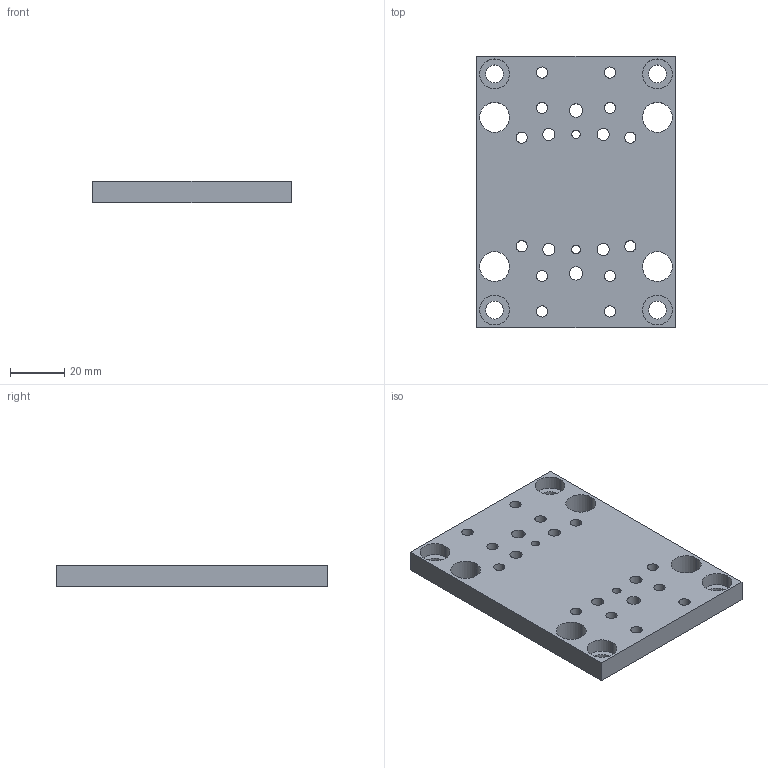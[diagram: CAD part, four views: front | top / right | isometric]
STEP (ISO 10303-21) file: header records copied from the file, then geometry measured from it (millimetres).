
FILE_DESCRIPTION (( 'STEP AP203' ), '1' );
FILE_NAME ('ZWY-104001_Default_sldprt.STEP', '2021-04-17T06:21:58', ( '' ), ( '' ), 'SwSTEP 2.0', 'SolidWorks 2013', '' );
FILE_SCHEMA (( 'CONFIG_CONTROL_DESIGN' ));
Length unit declared in the file: millimetre
Products named in the file (1): ZWY-104001_Default_sldprt
Bounding box: 73 x 100 x 8 mm (x, y, z)
Volume: 50344.5 mm3; surface area: 20080.4 mm2
Topology: 1 solids, 1 shells, 86 faces, 228 edges, 152 vertices
Faces by surface type: cylinder 72, plane 14
Entity records: 2945 total; most frequent: DIRECTION 546, CARTESIAN_POINT 467, ORIENTED_EDGE 456, AXIS2_PLACEMENT_3D 231, EDGE_CURVE 228, VERTEX_POINT 152, EDGE_LOOP 150, CIRCLE 144
